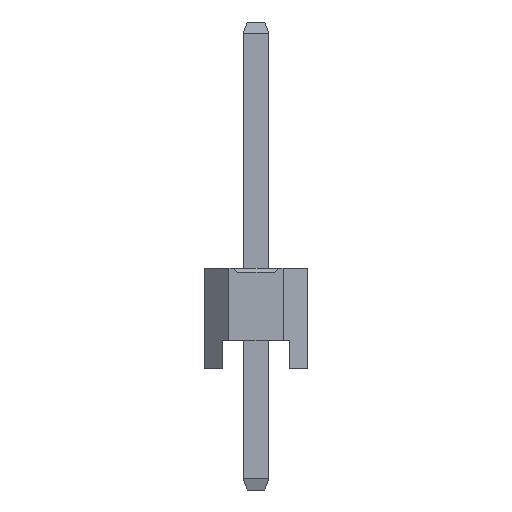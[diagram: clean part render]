
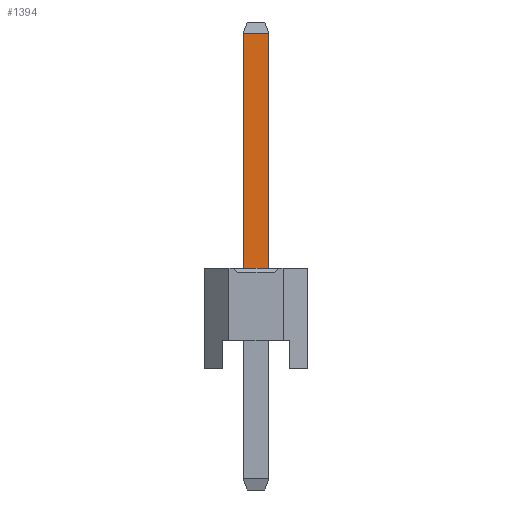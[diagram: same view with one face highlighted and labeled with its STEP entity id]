
A CAD part, left-side view. The second image highlights one B-rep face of the part: STEP entity #1394.
In plain terms, the highlighted planar face has unit normal (-1, 0, 0).
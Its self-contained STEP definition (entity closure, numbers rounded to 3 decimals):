
#1394=ADVANCED_FACE('',(#3581),#3583,.T.);
#3581=FACE_BOUND('',#3582,.T.);
#3582=EDGE_LOOP('',(#5295,#5296,#5297,#5298));
#3583=PLANE('',#3584);
#3584=AXIS2_PLACEMENT_3D('',#3585,#3586,#3587);
#3585=CARTESIAN_POINT('',(-0.32,0.32,-3.));
#3586=DIRECTION('',(-1.,0.,0.));
#3587=DIRECTION('',(0.,-1.,0.));
#5295=ORIENTED_EDGE('',*,*,#6296,.F.);
#5296=ORIENTED_EDGE('',*,*,#6291,.F.);
#5297=ORIENTED_EDGE('',*,*,#5966,.T.);
#5298=ORIENTED_EDGE('',*,*,#6295,.T.);
#5966=EDGE_CURVE('',#6818,#6822,#6824,.T.);
#6291=EDGE_CURVE('',#6818,#7308,#7311,.T.);
#6295=EDGE_CURVE('',#6822,#7315,#7317,.T.);
#6296=EDGE_CURVE('',#7308,#7315,#7318,.T.);
#6818=VERTEX_POINT('',#8280);
#6822=VERTEX_POINT('',#8288);
#6824=LINE('',#8292,#8293);
#7308=VERTEX_POINT('',#9422);
#7311=LINE('',#9429,#9430);
#7315=VERTEX_POINT('',#9439);
#7317=LINE('',#9443,#9444);
#7318=LINE('',#9446,#9447);
#8280=CARTESIAN_POINT('',(-0.32,0.32,2.5));
#8288=CARTESIAN_POINT('',(-0.32,-0.32,2.5));
#8292=CARTESIAN_POINT('',(-0.32,0.32,2.5));
#8293=VECTOR('',#8294,1.);
#8294=DIRECTION('',(0.,-1.,0.));
#9422=CARTESIAN_POINT('',(-0.32,0.32,8.325));
#9429=CARTESIAN_POINT('',(-0.32,0.32,2.5));
#9430=VECTOR('',#9431,1.);
#9431=DIRECTION('',(0.,0.,1.));
#9439=CARTESIAN_POINT('',(-0.32,-0.32,8.325));
#9443=CARTESIAN_POINT('',(-0.32,-0.32,2.5));
#9444=VECTOR('',#9445,1.);
#9445=DIRECTION('',(0.,0.,1.));
#9446=CARTESIAN_POINT('',(-0.32,0.32,8.325));
#9447=VECTOR('',#9448,1.);
#9448=DIRECTION('',(0.,-1.,0.));
